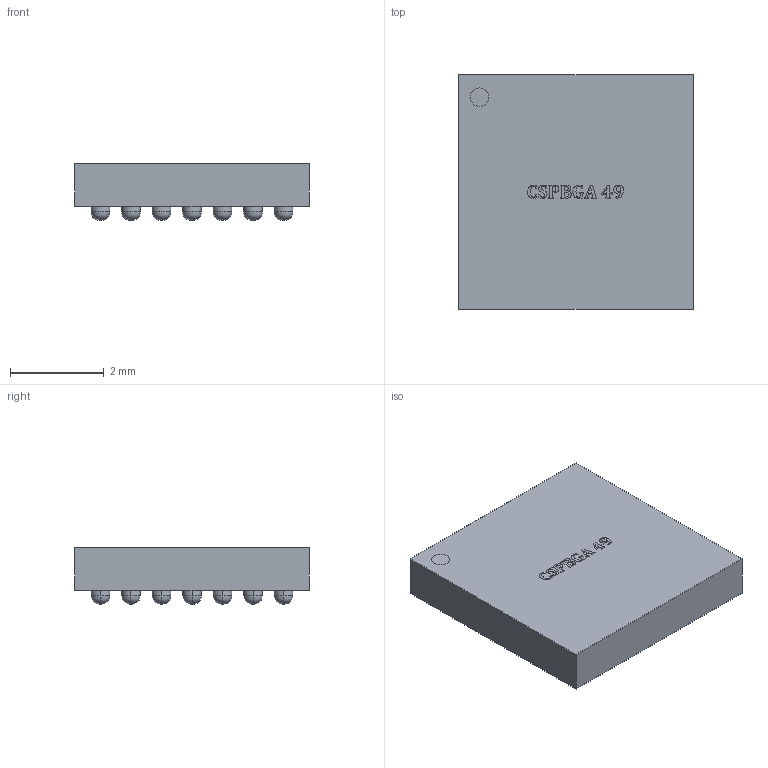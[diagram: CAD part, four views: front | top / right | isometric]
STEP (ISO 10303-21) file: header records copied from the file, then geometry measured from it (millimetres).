
FILE_DESCRIPTION (( 'STEP AP214' ), '1' );
FILE_NAME ('User Library-CSPBGA_49_5X5_0,65.STEP', '2018-10-31T12:05:57', ( '' ), ( '' ), 'SwSTEP 2.0', 'SolidWorks 2018', '' );
FILE_SCHEMA (( 'AUTOMOTIVE_DESIGN' ));
Length unit declared in the file: millimetre
Products named in the file (1): User Library-CSPBGA_49_5X5_0,65
Bounding box: 5 x 5 x 1.2 mm (x, y, z)
Volume: 24 mm3; surface area: 81.4 mm2
Topology: 2 solids, 2 shells, 267 faces, 652 edges, 452 vertices
Faces by surface type: torus 98, cylinder 98, plane 71
Entity records: 11982 total; most frequent: CARTESIAN_POINT 2388, DIRECTION 1507, ORIENTED_EDGE 1304, AXIS2_PLACEMENT_3D 662, EDGE_CURVE 652, VERTEX_POINT 452, CIRCLE 394, EDGE_LOOP 330
